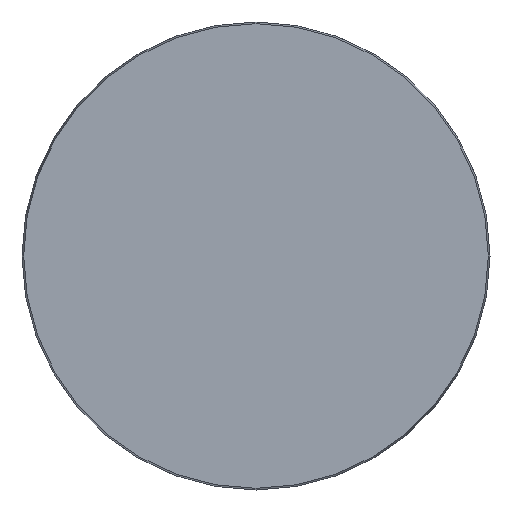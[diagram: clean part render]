
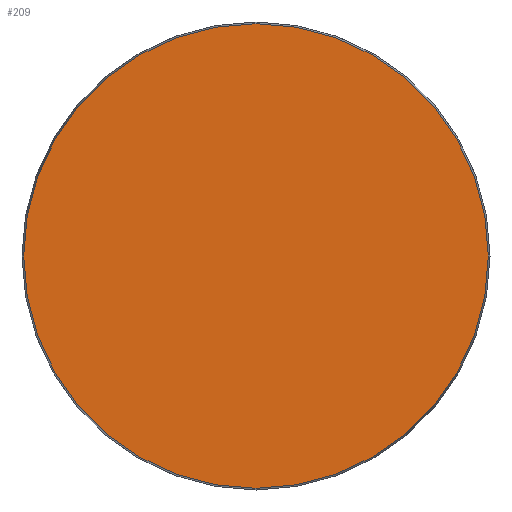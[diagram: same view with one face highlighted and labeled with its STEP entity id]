
A CAD part, front view. The second image highlights one B-rep face of the part: STEP entity #209.
In plain terms, the highlighted planar face has unit normal (0, -1, 0).
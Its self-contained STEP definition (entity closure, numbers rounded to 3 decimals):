
#65 = AXIS2_PLACEMENT_3D ( 'NONE', #139, #514, #176 ) ;
#113 = AXIS2_PLACEMENT_3D ( 'NONE', #177, #437, #302 ) ;
#139 = CARTESIAN_POINT ( 'NONE',  ( -78.425, 0., 0. ) ) ;
#176 = DIRECTION ( 'NONE',  ( 0., 0., 1. ) ) ;
#177 = CARTESIAN_POINT ( 'NONE',  ( 0., 0., 0. ) ) ;
#209 = ADVANCED_FACE ( 'NONE', ( #520 ), #220, .F. ) ;
#220 = PLANE ( 'NONE',  #65 ) ;
#283 = EDGE_CURVE ( 'NONE', #333, #333, #370, .T. ) ;
#302 = DIRECTION ( 'NONE',  ( 0., 0., -1. ) ) ;
#333 = VERTEX_POINT ( 'NONE', #502 ) ;
#370 = CIRCLE ( 'NONE', #113, 78.425 ) ;
#387 = EDGE_LOOP ( 'NONE', ( #534 ) ) ;
#437 = DIRECTION ( 'NONE',  ( 0., -1., 0. ) ) ;
#502 = CARTESIAN_POINT ( 'NONE',  ( 0., 0., -78.425 ) ) ;
#514 = DIRECTION ( 'NONE',  ( 0., 1., 0. ) ) ;
#520 = FACE_OUTER_BOUND ( 'NONE', #387, .T. ) ;
#534 = ORIENTED_EDGE ( 'NONE', *, *, #283, .T. ) ;
